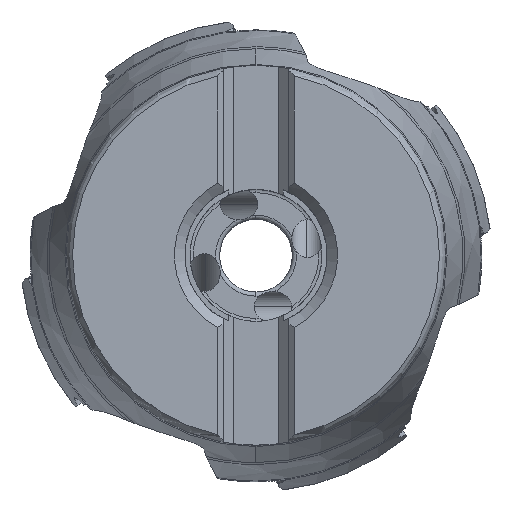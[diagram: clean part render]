
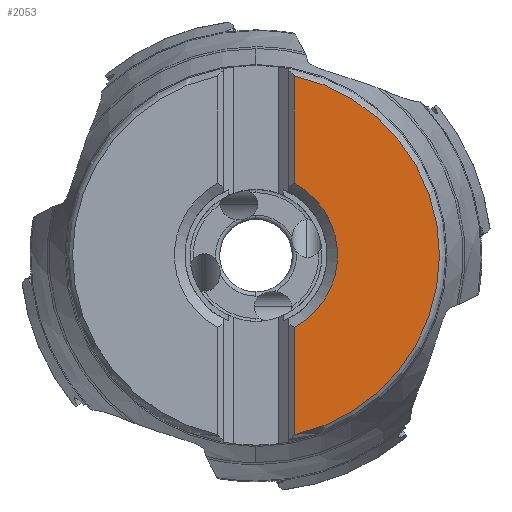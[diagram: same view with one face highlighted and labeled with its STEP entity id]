
A CAD part, top view. The second image highlights one B-rep face of the part: STEP entity #2053.
In plain terms, the highlighted planar face has unit normal (0, 0, 1).
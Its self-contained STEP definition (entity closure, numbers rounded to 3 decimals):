
#249=PLANE('',#11717);
#927=LINE('',#21593,#1422);
#928=LINE('',#21597,#1423);
#1422=VECTOR('',#13952,1.);
#1423=VECTOR('',#13955,1.);
#2053=ADVANCED_FACE('',(#2681),#249,.F.);
#2681=FACE_OUTER_BOUND('',#3271,.T.);
#3271=EDGE_LOOP('',(#6244,#6245,#6246,#6247,#6248));
#6244=ORIENTED_EDGE('',*,*,#9753,.F.);
#6245=ORIENTED_EDGE('',*,*,#9752,.F.);
#6246=ORIENTED_EDGE('',*,*,#9754,.T.);
#6247=ORIENTED_EDGE('',*,*,#9755,.F.);
#6248=ORIENTED_EDGE('',*,*,#9756,.T.);
#8276=VERTEX_POINT('',#21563);
#8279=VERTEX_POINT('',#21588);
#8280=VERTEX_POINT('',#21590);
#8281=VERTEX_POINT('',#21594);
#8282=VERTEX_POINT('',#21596);
#9752=EDGE_CURVE('',#8279,#8280,#10626,.T.);
#9753=EDGE_CURVE('',#8280,#8276,#10627,.T.);
#9754=EDGE_CURVE('',#8279,#8281,#927,.T.);
#9755=EDGE_CURVE('',#8282,#8281,#10628,.T.);
#9756=EDGE_CURVE('',#8282,#8276,#928,.T.);
#10626=CIRCLE('',#11713,17.655);
#10627=CIRCLE('',#11714,17.655);
#10628=CIRCLE('',#11716,7.85);
#11713=AXIS2_PLACEMENT_3D('',#21589,#13946,#13947);
#11714=AXIS2_PLACEMENT_3D('',#21591,#13948,#13949);
#11716=AXIS2_PLACEMENT_3D('',#21595,#13953,#13954);
#11717=AXIS2_PLACEMENT_3D('',#21598,#13956,#13957);
#13946=DIRECTION('',(0.,0.,-1.));
#13947=DIRECTION('',(0.208,0.978,0.));
#13948=DIRECTION('',(0.,0.,-1.));
#13949=DIRECTION('',(1.,-0.002,0.));
#13952=DIRECTION('',(0.,-1.,0.));
#13953=DIRECTION('',(0.,0.,1.));
#13954=DIRECTION('',(0.468,-0.884,0.));
#13955=DIRECTION('',(0.,-1.,0.));
#13956=DIRECTION('',(0.,0.,-1.));
#13957=DIRECTION('',(0.,1.,0.));
#21563=CARTESIAN_POINT('',(3.675,-17.268,0.));
#21588=CARTESIAN_POINT('',(3.675,17.268,0.));
#21589=CARTESIAN_POINT('',(0.,0.,0.));
#21590=CARTESIAN_POINT('',(17.655,-0.034,0.));
#21591=CARTESIAN_POINT('',(0.,0.,0.));
#21593=CARTESIAN_POINT('',(3.675,17.268,0.));
#21594=CARTESIAN_POINT('',(3.675,6.937,0.));
#21595=CARTESIAN_POINT('',(0.,0.,0.));
#21596=CARTESIAN_POINT('',(3.675,-6.937,0.));
#21597=CARTESIAN_POINT('',(3.675,-6.937,0.));
#21598=CARTESIAN_POINT('',(60.,48.,0.));
